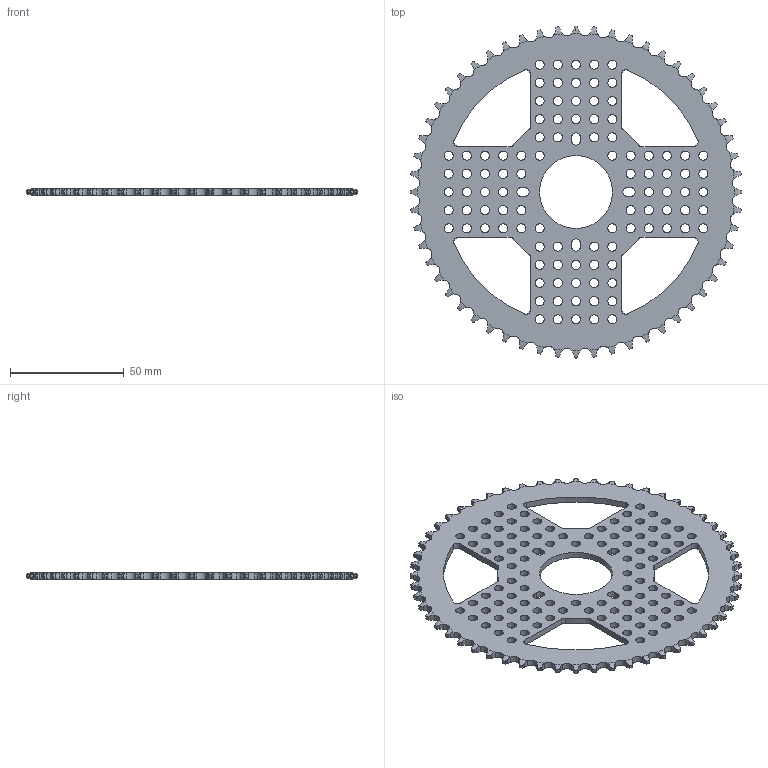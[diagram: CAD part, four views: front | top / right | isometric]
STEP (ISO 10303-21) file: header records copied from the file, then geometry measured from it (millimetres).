
FILE_DESCRIPTION (( 'STEP AP203' ), '1' );
FILE_NAME ('3310-0032-0056.STEP', '2018-01-22T16:28:08', ( '' ), ( '' ), 'SwSTEP 2.0', 'SolidWorks 2016', '' );
FILE_SCHEMA (( 'CONFIG_CONTROL_DESIGN' ));
Length unit declared in the file: millimetre
Products named in the file (1): 3310-0032-0056
Bounding box: 146 x 146 x 2.8 mm (x, y, z)
Volume: 29171.8 mm3; surface area: 27918.8 mm2
Topology: 1 solids, 1 shells, 853 faces, 2553 edges, 1702 vertices
Faces by surface type: cylinder 609, plane 130, torus 114
Entity records: 30404 total; most frequent: CARTESIAN_POINT 7863, ORIENTED_EDGE 5106, DIRECTION 4209, EDGE_CURVE 2553, AXIS2_PLACEMENT_3D 1720, VERTEX_POINT 1702, EDGE_LOOP 1071, B_SPLINE_CURVE_WITH_KNOTS 918
